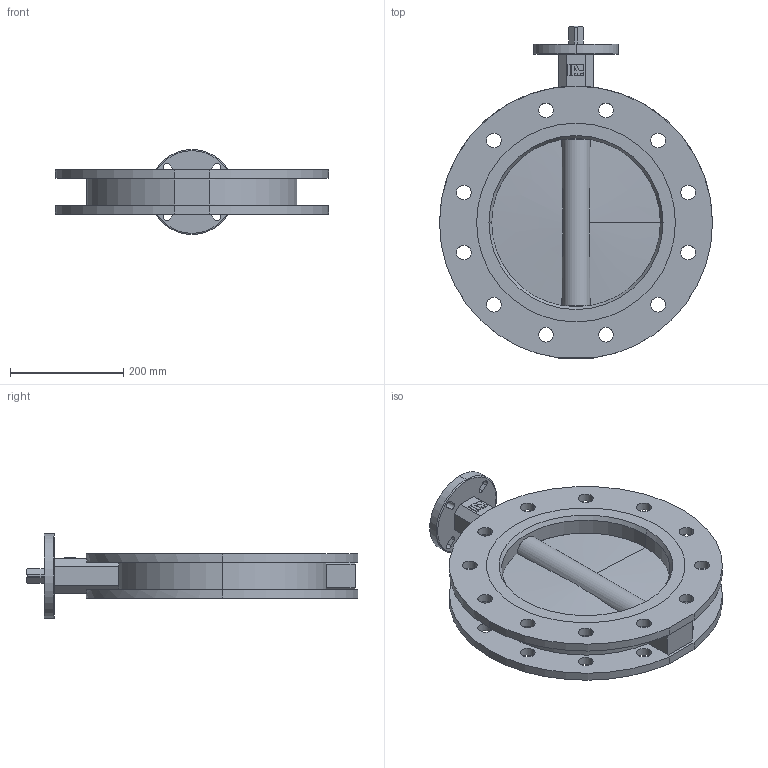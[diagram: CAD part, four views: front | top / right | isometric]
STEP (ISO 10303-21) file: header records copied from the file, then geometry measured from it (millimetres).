
FILE_DESCRIPTION (( 'STEP AP214' ), '1' );
FILE_NAME ('D40300._3.step', '2013-07-30T15:14:50', ( 'mbuehlmann' ), ( '' ), 'SwSTEP 2.0', 'SolidWorks 2012', '' );
FILE_SCHEMA (( 'AUTOMOTIVE_DESIGN' ));
Length unit declared in the file: millimetre
Products named in the file (6): ia-Logo20; ia-scheibe250_ia-scheibe300; ia-Dichtungbasic_Dichtung300; ia-4kt_ia-4kt300; BO.D40300._3; D40300._3
Assembly tree (5 placements, depth 2):
  D40300._3
    BO.D40300._3
    ia-4kt_ia-4kt300
    ia-Dichtungbasic_Dichtung300
    ia-scheibe250_ia-scheibe300
    ia-Logo20
Bounding box: 482 x 586 x 150 mm (x, y, z)
Volume: 6755996.4 mm3; surface area: 962094.4 mm2
Topology: 5 solids, 5 shells, 182 faces, 498 edges, 326 vertices
Faces by surface type: cylinder 86, plane 66, cone 16, torus 12, sphere 2
Entity records: 6396 total; most frequent: CARTESIAN_POINT 1322, DIRECTION 1048, ORIENTED_EDGE 990, EDGE_CURVE 495, AXIS2_PLACEMENT_3D 405, VERTEX_POINT 325, EDGE_LOOP 246, LINE 238
